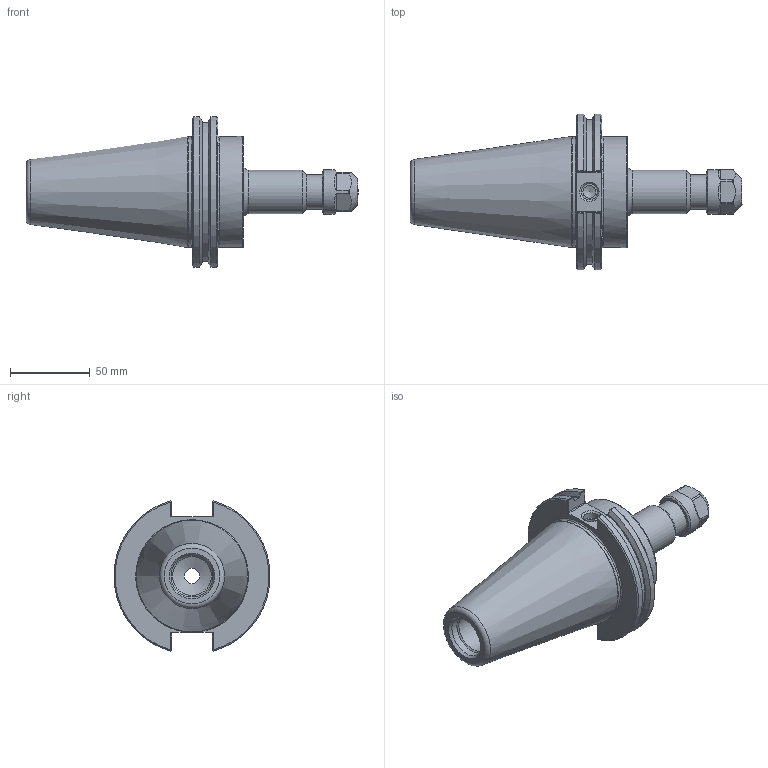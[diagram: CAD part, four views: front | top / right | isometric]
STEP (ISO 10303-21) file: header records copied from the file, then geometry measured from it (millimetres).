
FILE_DESCRIPTION((''),'2;1');
FILE_NAME('C50-16ER422CN.stp','2014-07-29T13:16:19',('kaykin'),(''),'Autodesk Inventor 2012','Autodesk Inventor 2012','');
FILE_SCHEMA(('AUTOMOTIVE_DESIGN { 1 0 10303 214 1 1 1 1 }'));
Length unit declared in the file: inch
Products named in the file (3): C50-16ER422CN; C50-16ER4-1; 16ERHCN
Assembly tree (2 placements, depth 2):
  C50-16ER422CN
    C50-16ER4-1
    16ERHCN
Bounding box: 208.79 x 98.06 x 94.71 mm (x, y, z)
Volume: 395301.1 mm3; surface area: 59442.9 mm2
Topology: 2 solids, 2 shells, 128 faces, 329 edges, 210 vertices
Faces by surface type: plane 50, cylinder 34, cone 24, torus 12, bspline 8
Full cylindrical faces by diameter (mm): 8 x1, 9.728 x1, 10.135 x1, 11.176 x1, 11.5 x1, 16.8 x1, 20.5 x1, 22 x1, 23 x1, 24.638 x1, 26.365 x1, 27.432 x1, 28 x1, 69.342 x1, 69.85 x1
Entity records: 4699 total; most frequent: CARTESIAN_POINT 1721, ORIENTED_EDGE 562, DIRECTION 558, EDGE_CURVE 281, AXIS2_PLACEMENT_3D 228, VERTEX_POINT 199, EDGE_LOOP 174, FACE_OUTER_BOUND 128
